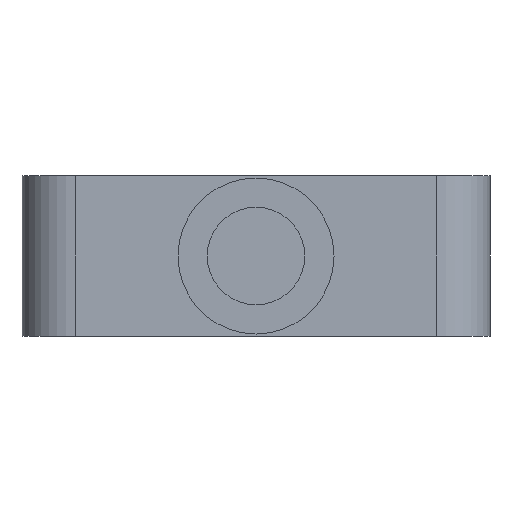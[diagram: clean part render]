
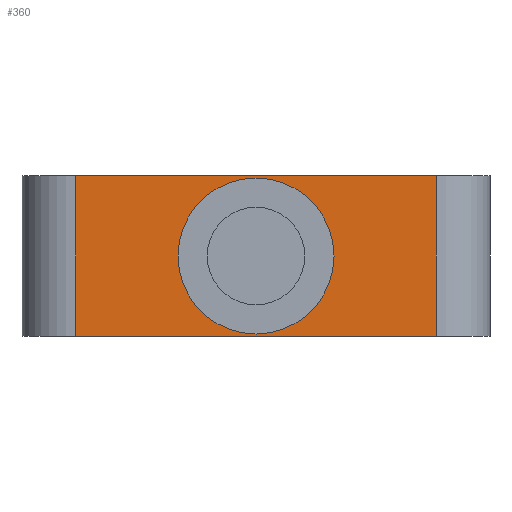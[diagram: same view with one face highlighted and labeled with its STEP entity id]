
A CAD part, left-side view. The second image highlights one B-rep face of the part: STEP entity #360.
In plain terms, the highlighted planar face has unit normal (-1, 0, 0).
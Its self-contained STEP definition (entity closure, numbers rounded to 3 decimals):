
#23 = AXIS2_PLACEMENT_3D ( 'NONE', #1112, #1106, #1116 ) ;
#39 = EDGE_CURVE ( 'NONE', #476, #467, #890, .T. ) ;
#56 = EDGE_CURVE ( 'NONE', #461, #463, #870, .T. ) ;
#67 = EDGE_CURVE ( 'NONE', #472, #462, #873, .T. ) ;
#72 = EDGE_CURVE ( 'NONE', #472, #463, #900, .T. ) ;
#75 = EDGE_CURVE ( 'NONE', #462, #461, #903, .T. ) ;
#89 = AXIS2_PLACEMENT_3D ( 'NONE', #261, #258, #257 ) ;
#104 = AXIS2_PLACEMENT_3D ( 'NONE', #167, #180, #176 ) ;
#129 = EDGE_CURVE ( 'NONE', #467, #476, #856, .T. ) ;
#167 = CARTESIAN_POINT ( 'NONE',  ( -48., 48., 33. ) ) ;
#176 = DIRECTION ( 'NONE',  ( 0., 1., 0. ) ) ;
#178 = PLANE ( 'NONE',  #104 ) ;
#180 = DIRECTION ( 'NONE',  ( 1., 0., 0. ) ) ;
#204 = CARTESIAN_POINT ( 'NONE',  ( -48., 48., 33. ) ) ;
#214 = DIRECTION ( 'NONE',  ( 0., 0., 1. ) ) ;
#222 = DIRECTION ( 'NONE',  ( 0., 0., -1. ) ) ;
#224 = CARTESIAN_POINT ( 'NONE',  ( -48., 37., 33. ) ) ;
#243 = CARTESIAN_POINT ( 'NONE',  ( -48., -37., 33. ) ) ;
#257 = DIRECTION ( 'NONE',  ( 0., 1., 0. ) ) ;
#258 = DIRECTION ( 'NONE',  ( -1., 0., 0. ) ) ;
#261 = CARTESIAN_POINT ( 'NONE',  ( -48., 0., 16.5 ) ) ;
#272 = CARTESIAN_POINT ( 'NONE',  ( -48., -37., 0. ) ) ;
#273 = CARTESIAN_POINT ( 'NONE',  ( -48., 37., 0. ) ) ;
#274 = CARTESIAN_POINT ( 'NONE',  ( -48., -37., 33. ) ) ;
#278 = CARTESIAN_POINT ( 'NONE',  ( -48., 0., 0.5 ) ) ;
#283 = CARTESIAN_POINT ( 'NONE',  ( -48., 37., 33. ) ) ;
#287 = CARTESIAN_POINT ( 'NONE',  ( -48., 0., 32.5 ) ) ;
#360 = ADVANCED_FACE ( 'NONE', ( #956, #946 ), #178, .F. ) ;
#461 = VERTEX_POINT ( 'NONE', #272 ) ;
#462 = VERTEX_POINT ( 'NONE', #273 ) ;
#463 = VERTEX_POINT ( 'NONE', #274 ) ;
#467 = VERTEX_POINT ( 'NONE', #278 ) ;
#472 = VERTEX_POINT ( 'NONE', #283 ) ;
#476 = VERTEX_POINT ( 'NONE', #287 ) ;
#521 = ORIENTED_EDGE ( 'NONE', *, *, #75, .T. ) ;
#529 = ORIENTED_EDGE ( 'NONE', *, *, #67, .T. ) ;
#564 = ORIENTED_EDGE ( 'NONE', *, *, #39, .F. ) ;
#584 = EDGE_LOOP ( 'NONE', ( #613, #564 ) ) ;
#613 = ORIENTED_EDGE ( 'NONE', *, *, #129, .F. ) ;
#632 = ORIENTED_EDGE ( 'NONE', *, *, #56, .T. ) ;
#646 = EDGE_LOOP ( 'NONE', ( #521, #632, #654, #529 ) ) ;
#654 = ORIENTED_EDGE ( 'NONE', *, *, #72, .F. ) ;
#856 = CIRCLE ( 'NONE', #23, 16. ) ;
#870 = LINE ( 'NONE', #243, #871 ) ;
#871 = VECTOR ( 'NONE', #214, 1000. ) ;
#873 = LINE ( 'NONE', #224, #887 ) ;
#879 = VECTOR ( 'NONE', #1092, 1000. ) ;
#881 = VECTOR ( 'NONE', #1094, 1000. ) ;
#887 = VECTOR ( 'NONE', #222, 1000. ) ;
#890 = CIRCLE ( 'NONE', #89, 16. ) ;
#900 = LINE ( 'NONE', #204, #881 ) ;
#903 = LINE ( 'NONE', #1139, #879 ) ;
#946 = FACE_BOUND ( 'NONE', #584, .T. ) ;
#956 = FACE_OUTER_BOUND ( 'NONE', #646, .T. ) ;
#1092 = DIRECTION ( 'NONE',  ( 0., -1., 0. ) ) ;
#1094 = DIRECTION ( 'NONE',  ( 0., -1., 0. ) ) ;
#1106 = DIRECTION ( 'NONE',  ( -1., 0., 0. ) ) ;
#1112 = CARTESIAN_POINT ( 'NONE',  ( -48., 0., 16.5 ) ) ;
#1116 = DIRECTION ( 'NONE',  ( 0., 1., 0. ) ) ;
#1139 = CARTESIAN_POINT ( 'NONE',  ( -48., 48., 0. ) ) ;
